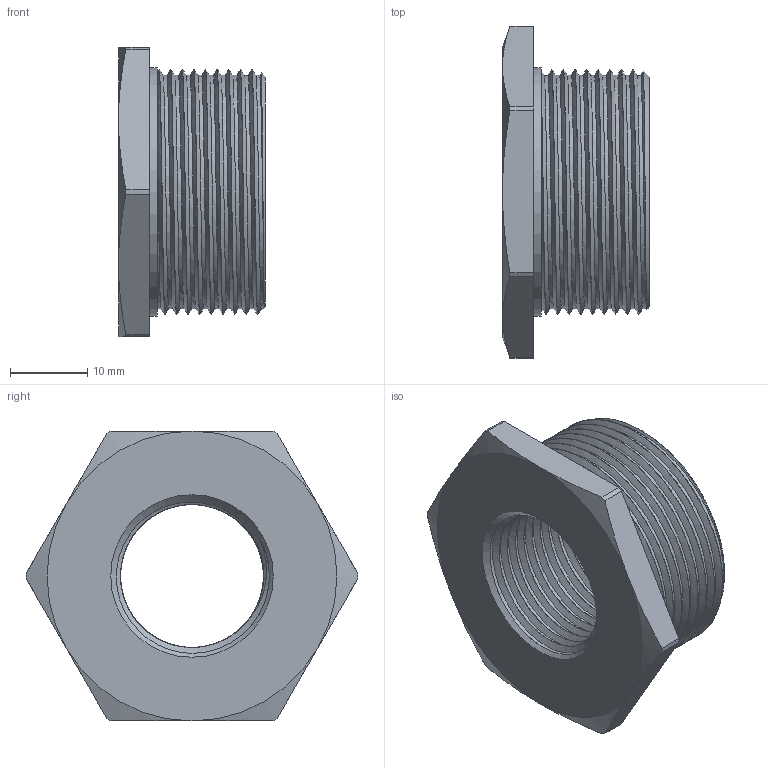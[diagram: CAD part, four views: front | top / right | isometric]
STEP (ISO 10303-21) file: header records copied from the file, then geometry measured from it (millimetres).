
FILE_DESCRIPTION(/* description */ ('Reduzierung M 32x1,5 X M 20x1,5'),/* implementation_level */ '2;1');
FILE_NAME(/* name */ 'RX740304-RST.stp',/* time_stamp */ '2021-03-31T13:35:35+02:00',/* author */ ('sl'),/* organization */ (''),/* preprocessor_version */ 'ST-DEVELOPER v16.5',/* originating_system */ 'Autodesk Inventor 2017',/* authorisation */ '');
FILE_SCHEMA (('AUTOMOTIVE_DESIGN { 1 0 10303 214 3 1 1 }'));
Length unit declared in the file: millimetre
Products named in the file (1): RX740304
Bounding box: 19 x 42.95 x 37.5 mm (x, y, z)
Volume: 10302.2 mm3; surface area: 6166.5 mm2
Topology: 1 solids, 1 shells, 34 faces, 84 edges, 54 vertices
Faces by surface type: cylinder 11, plane 10, cone 9, bspline 4
Full cylindrical faces by diameter (mm): 32.1 x1
Entity records: 4914 total; most frequent: CARTESIAN_POINT 4159, ORIENTED_EDGE 154, DIRECTION 142, EDGE_CURVE 77, AXIS2_PLACEMENT_3D 62, VERTEX_POINT 51, EDGE_LOOP 42, FACE_OUTER_BOUND 34
